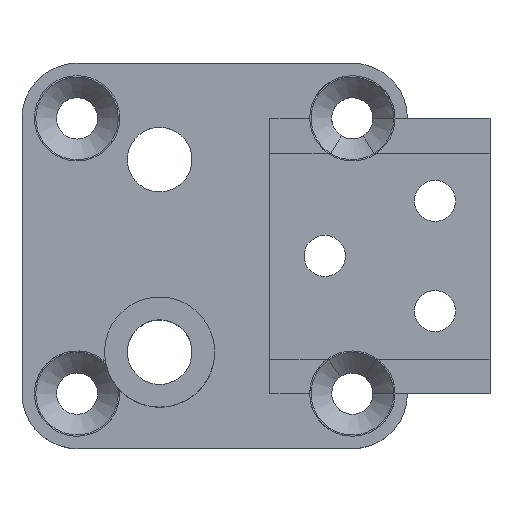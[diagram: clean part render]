
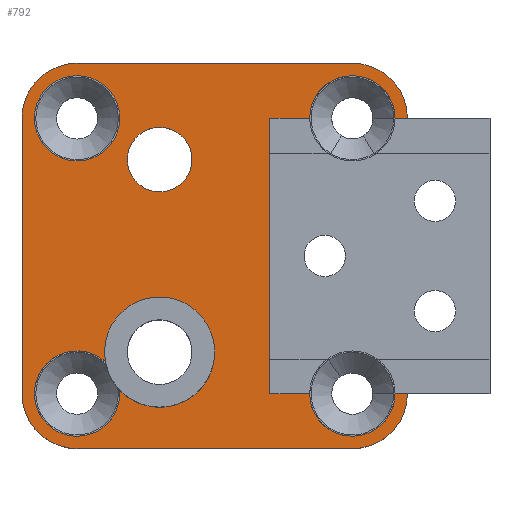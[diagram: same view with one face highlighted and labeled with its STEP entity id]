
A CAD part, top view. The second image highlights one B-rep face of the part: STEP entity #792.
In plain terms, the highlighted planar face has unit normal (0, 0, 1).
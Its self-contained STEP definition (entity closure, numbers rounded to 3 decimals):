
#239 = VERTEX_POINT('',#240);
#240 = CARTESIAN_POINT('',(-20.,42.,4.));
#246 = EDGE_CURVE('',#247,#239,#249,.T.);
#247 = VERTEX_POINT('',#248);
#248 = CARTESIAN_POINT('',(-24.,38.,4.));
#249 = CIRCLE('',#250,4.);
#250 = AXIS2_PLACEMENT_3D('',#251,#252,#253);
#251 = CARTESIAN_POINT('',(-20.,38.,4.));
#252 = DIRECTION('',(0.,0.,-1.));
#253 = DIRECTION('',(1.,0.,0.));
#271 = EDGE_CURVE('',#247,#272,#274,.T.);
#272 = VERTEX_POINT('',#273);
#273 = CARTESIAN_POINT('',(-24.,18.,4.));
#274 = LINE('',#275,#276);
#275 = CARTESIAN_POINT('',(-24.,33.,4.));
#276 = VECTOR('',#277,1.);
#277 = DIRECTION('',(0.,-1.,0.));
#295 = EDGE_CURVE('',#296,#272,#298,.T.);
#296 = VERTEX_POINT('',#297);
#297 = CARTESIAN_POINT('',(-20.,14.,4.));
#298 = CIRCLE('',#299,4.);
#299 = AXIS2_PLACEMENT_3D('',#300,#301,#302);
#300 = CARTESIAN_POINT('',(-20.,18.,4.));
#301 = DIRECTION('',(0.,0.,-1.));
#302 = DIRECTION('',(1.,0.,0.));
#320 = EDGE_CURVE('',#321,#296,#323,.T.);
#321 = VERTEX_POINT('',#322);
#322 = CARTESIAN_POINT('',(0.,14.,4.));
#323 = LINE('',#324,#325);
#324 = CARTESIAN_POINT('',(0.,14.,4.));
#325 = VECTOR('',#326,1.);
#326 = DIRECTION('',(-1.,0.,0.));
#344 = EDGE_CURVE('',#321,#345,#347,.T.);
#345 = VERTEX_POINT('',#346);
#346 = CARTESIAN_POINT('',(4.,18.,4.));
#347 = CIRCLE('',#348,4.);
#348 = AXIS2_PLACEMENT_3D('',#349,#350,#351);
#349 = CARTESIAN_POINT('',(0.,18.,4.));
#350 = DIRECTION('',(0.,0.,1.));
#351 = DIRECTION('',(1.,0.,0.));
#456 = VERTEX_POINT('',#457);
#457 = CARTESIAN_POINT('',(4.,38.,4.));
#489 = EDGE_CURVE('',#456,#490,#492,.T.);
#490 = VERTEX_POINT('',#491);
#491 = CARTESIAN_POINT('',(0.,42.,4.));
#492 = CIRCLE('',#493,4.);
#493 = AXIS2_PLACEMENT_3D('',#494,#495,#496);
#494 = CARTESIAN_POINT('',(0.,38.,4.));
#495 = DIRECTION('',(0.,0.,1.));
#496 = DIRECTION('',(1.,0.,0.));
#514 = EDGE_CURVE('',#490,#239,#515,.T.);
#515 = LINE('',#516,#517);
#516 = CARTESIAN_POINT('',(0.,42.,4.));
#517 = VECTOR('',#518,1.);
#518 = DIRECTION('',(-1.,0.,0.));
#531 = VERTEX_POINT('',#532);
#532 = CARTESIAN_POINT('',(-11.65,35.,4.));
#538 = EDGE_CURVE('',#531,#531,#539,.T.);
#539 = CIRCLE('',#540,2.35);
#540 = AXIS2_PLACEMENT_3D('',#541,#542,#543);
#541 = CARTESIAN_POINT('',(-14.,35.,4.));
#542 = DIRECTION('',(0.,0.,-1.));
#543 = DIRECTION('',(1.,0.,0.));
#792 = ADVANCED_FACE('',(#793,#874,#912,#923),#926,.T.);
#793 = FACE_BOUND('',#794,.T.);
#794 = EDGE_LOOP('',(#795,#796,#797,#805,#814,#822,#830,#838,#846,#854,
    #863,#869,#870,#871,#872,#873));
#795 = ORIENTED_EDGE('',*,*,#320,.F.);
#796 = ORIENTED_EDGE('',*,*,#344,.T.);
#797 = ORIENTED_EDGE('',*,*,#798,.T.);
#798 = EDGE_CURVE('',#345,#799,#801,.T.);
#799 = VERTEX_POINT('',#800);
#800 = CARTESIAN_POINT('',(3.1,18.,4.));
#801 = LINE('',#802,#803);
#802 = CARTESIAN_POINT('',(4.,18.,4.));
#803 = VECTOR('',#804,1.);
#804 = DIRECTION('',(-1.,0.,0.));
#805 = ORIENTED_EDGE('',*,*,#806,.F.);
#806 = EDGE_CURVE('',#807,#799,#809,.T.);
#807 = VERTEX_POINT('',#808);
#808 = CARTESIAN_POINT('',(-3.1,18.,4.));
#809 = CIRCLE('',#810,3.1);
#810 = AXIS2_PLACEMENT_3D('',#811,#812,#813);
#811 = CARTESIAN_POINT('',(0.,18.,4.));
#812 = DIRECTION('',(0.,0.,1.));
#813 = DIRECTION('',(1.,0.,0.));
#814 = ORIENTED_EDGE('',*,*,#815,.T.);
#815 = EDGE_CURVE('',#807,#816,#818,.T.);
#816 = VERTEX_POINT('',#817);
#817 = CARTESIAN_POINT('',(-6.,18.,4.));
#818 = LINE('',#819,#820);
#819 = CARTESIAN_POINT('',(4.,18.,4.));
#820 = VECTOR('',#821,1.);
#821 = DIRECTION('',(-1.,0.,0.));
#822 = ORIENTED_EDGE('',*,*,#823,.T.);
#823 = EDGE_CURVE('',#816,#824,#826,.T.);
#824 = VERTEX_POINT('',#825);
#825 = CARTESIAN_POINT('',(-6.,20.45,4.));
#826 = LINE('',#827,#828);
#827 = CARTESIAN_POINT('',(-6.,18.,4.));
#828 = VECTOR('',#829,1.);
#829 = DIRECTION('',(0.,1.,0.));
#830 = ORIENTED_EDGE('',*,*,#831,.T.);
#831 = EDGE_CURVE('',#824,#832,#834,.T.);
#832 = VERTEX_POINT('',#833);
#833 = CARTESIAN_POINT('',(-6.,35.45,4.));
#834 = LINE('',#835,#836);
#835 = CARTESIAN_POINT('',(-6.,18.,4.));
#836 = VECTOR('',#837,1.);
#837 = DIRECTION('',(0.,1.,0.));
#838 = ORIENTED_EDGE('',*,*,#839,.T.);
#839 = EDGE_CURVE('',#832,#840,#842,.T.);
#840 = VERTEX_POINT('',#841);
#841 = CARTESIAN_POINT('',(-6.,38.,4.));
#842 = LINE('',#843,#844);
#843 = CARTESIAN_POINT('',(-6.,18.,4.));
#844 = VECTOR('',#845,1.);
#845 = DIRECTION('',(0.,1.,0.));
#846 = ORIENTED_EDGE('',*,*,#847,.F.);
#847 = EDGE_CURVE('',#848,#840,#850,.T.);
#848 = VERTEX_POINT('',#849);
#849 = CARTESIAN_POINT('',(-3.1,38.,4.));
#850 = LINE('',#851,#852);
#851 = CARTESIAN_POINT('',(4.,38.,4.));
#852 = VECTOR('',#853,1.);
#853 = DIRECTION('',(-1.,0.,0.));
#854 = ORIENTED_EDGE('',*,*,#855,.F.);
#855 = EDGE_CURVE('',#856,#848,#858,.T.);
#856 = VERTEX_POINT('',#857);
#857 = CARTESIAN_POINT('',(3.1,38.,4.));
#858 = CIRCLE('',#859,3.1);
#859 = AXIS2_PLACEMENT_3D('',#860,#861,#862);
#860 = CARTESIAN_POINT('',(0.,38.,4.));
#861 = DIRECTION('',(0.,0.,1.));
#862 = DIRECTION('',(1.,0.,0.));
#863 = ORIENTED_EDGE('',*,*,#864,.F.);
#864 = EDGE_CURVE('',#456,#856,#865,.T.);
#865 = LINE('',#866,#867);
#866 = CARTESIAN_POINT('',(4.,38.,4.));
#867 = VECTOR('',#868,1.);
#868 = DIRECTION('',(-1.,0.,0.));
#869 = ORIENTED_EDGE('',*,*,#489,.T.);
#870 = ORIENTED_EDGE('',*,*,#514,.T.);
#871 = ORIENTED_EDGE('',*,*,#246,.F.);
#872 = ORIENTED_EDGE('',*,*,#271,.T.);
#873 = ORIENTED_EDGE('',*,*,#295,.F.);
#874 = FACE_BOUND('',#875,.T.);
#875 = EDGE_LOOP('',(#876,#887,#896,#905));
#876 = ORIENTED_EDGE('',*,*,#877,.F.);
#877 = EDGE_CURVE('',#878,#880,#882,.T.);
#878 = VERTEX_POINT('',#879);
#879 = CARTESIAN_POINT('',(-16.9,18.,4.));
#880 = VERTEX_POINT('',#881);
#881 = CARTESIAN_POINT('',(-16.911,18.256,4.));
#882 = CIRCLE('',#883,3.1);
#883 = AXIS2_PLACEMENT_3D('',#884,#885,#886);
#884 = CARTESIAN_POINT('',(-20.,18.,4.));
#885 = DIRECTION('',(0.,0.,1.));
#886 = DIRECTION('',(1.,0.,0.));
#887 = ORIENTED_EDGE('',*,*,#888,.F.);
#888 = EDGE_CURVE('',#889,#878,#891,.T.);
#889 = VERTEX_POINT('',#890);
#890 = CARTESIAN_POINT('',(-17.941,20.318,4.));
#891 = CIRCLE('',#892,3.1);
#892 = AXIS2_PLACEMENT_3D('',#893,#894,#895);
#893 = CARTESIAN_POINT('',(-20.,18.,4.));
#894 = DIRECTION('',(0.,0.,1.));
#895 = DIRECTION('',(1.,0.,0.));
#896 = ORIENTED_EDGE('',*,*,#897,.F.);
#897 = EDGE_CURVE('',#898,#889,#900,.T.);
#898 = VERTEX_POINT('',#899);
#899 = CARTESIAN_POINT('',(-10.,21.,4.));
#900 = CIRCLE('',#901,4.);
#901 = AXIS2_PLACEMENT_3D('',#902,#903,#904);
#902 = CARTESIAN_POINT('',(-14.,21.,4.));
#903 = DIRECTION('',(0.,0.,1.));
#904 = DIRECTION('',(1.,0.,0.));
#905 = ORIENTED_EDGE('',*,*,#906,.F.);
#906 = EDGE_CURVE('',#880,#898,#907,.T.);
#907 = CIRCLE('',#908,4.);
#908 = AXIS2_PLACEMENT_3D('',#909,#910,#911);
#909 = CARTESIAN_POINT('',(-14.,21.,4.));
#910 = DIRECTION('',(0.,0.,1.));
#911 = DIRECTION('',(1.,0.,0.));
#912 = FACE_BOUND('',#913,.T.);
#913 = EDGE_LOOP('',(#914));
#914 = ORIENTED_EDGE('',*,*,#915,.F.);
#915 = EDGE_CURVE('',#916,#916,#918,.T.);
#916 = VERTEX_POINT('',#917);
#917 = CARTESIAN_POINT('',(-16.9,38.,4.));
#918 = CIRCLE('',#919,3.1);
#919 = AXIS2_PLACEMENT_3D('',#920,#921,#922);
#920 = CARTESIAN_POINT('',(-20.,38.,4.));
#921 = DIRECTION('',(0.,0.,1.));
#922 = DIRECTION('',(1.,0.,0.));
#923 = FACE_BOUND('',#924,.T.);
#924 = EDGE_LOOP('',(#925));
#925 = ORIENTED_EDGE('',*,*,#538,.T.);
#926 = PLANE('',#927);
#927 = AXIS2_PLACEMENT_3D('',#928,#929,#930);
#928 = CARTESIAN_POINT('',(-10.996,28.,4.));
#929 = DIRECTION('',(0.,0.,1.));
#930 = DIRECTION('',(1.,0.,0.));
